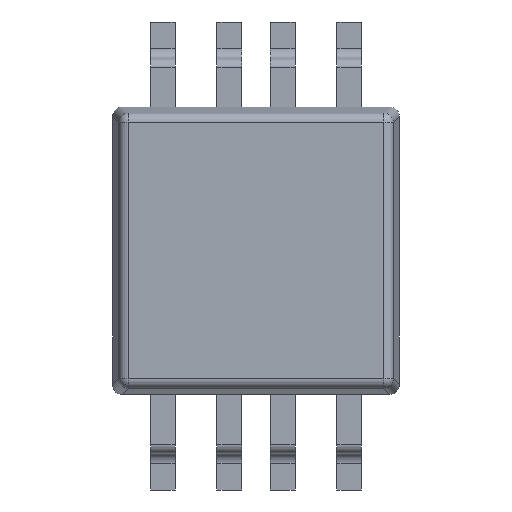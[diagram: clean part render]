
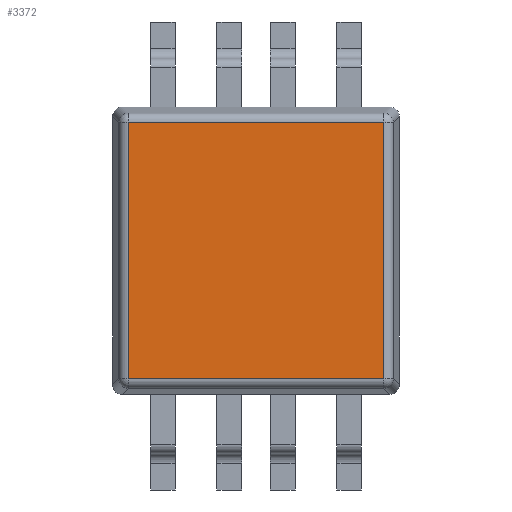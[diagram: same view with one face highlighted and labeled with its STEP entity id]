
A CAD part, left-side view. The second image highlights one B-rep face of the part: STEP entity #3372.
In plain terms, the highlighted face is planar.
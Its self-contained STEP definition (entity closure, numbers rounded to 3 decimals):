
#1062=ORIENTED_EDGE('',*,*,#1609,.T.);
#1063=ORIENTED_EDGE('',*,*,#1610,.T.);
#1064=ORIENTED_EDGE('',*,*,#1611,.T.);
#1065=ORIENTED_EDGE('',*,*,#1612,.T.);
#1609=EDGE_CURVE('',#1947,#1948,#2322,.F.);
#1610=EDGE_CURVE('',#1948,#1949,#2323,.F.);
#1611=EDGE_CURVE('',#1949,#1950,#2324,.F.);
#1612=EDGE_CURVE('',#1950,#1947,#2325,.F.);
#1947=VERTEX_POINT('',#5691);
#1948=VERTEX_POINT('',#5692);
#1949=VERTEX_POINT('',#5694);
#1950=VERTEX_POINT('',#5696);
#2322=LINE('',#5690,#2697);
#2323=LINE('',#5693,#2698);
#2324=LINE('',#5695,#2699);
#2325=LINE('',#5697,#2700);
#2697=VECTOR('',#4658,1000.);
#2698=VECTOR('',#4659,1000.);
#2699=VECTOR('',#4660,1000.);
#2700=VECTOR('',#4661,1000.);
#2865=EDGE_LOOP('',(#1062,#1063,#1064,#1065));
#3054=FACE_BOUND('',#2865,.T.);
#3207=PLANE('',#3741);
#3372=ADVANCED_FACE('',(#3054),#3207,.T.);
#3741=AXIS2_PLACEMENT_3D('',#5689,#4656,#4657);
#4656=DIRECTION('',(0.,0.,1.));
#4657=DIRECTION('',(1.,0.,0.));
#4658=DIRECTION('',(0.,-1.,0.));
#4659=DIRECTION('',(1.,0.,0.));
#4660=DIRECTION('',(0.,1.,0.));
#4661=DIRECTION('',(-1.,0.,0.));
#5689=CARTESIAN_POINT('',(-0.794,2.1,0.44));
#5690=CARTESIAN_POINT('',(2.052,2.022,0.44));
#5691=CARTESIAN_POINT('',(2.052,-0.739,0.44));
#5692=CARTESIAN_POINT('',(2.052,1.939,0.44));
#5693=CARTESIAN_POINT('',(-0.717,1.939,0.44));
#5694=CARTESIAN_POINT('',(-0.633,1.939,0.44));
#5695=CARTESIAN_POINT('',(-0.633,-0.822,0.44));
#5696=CARTESIAN_POINT('',(-0.633,-0.739,0.44));
#5697=CARTESIAN_POINT('',(2.136,-0.739,0.44));
